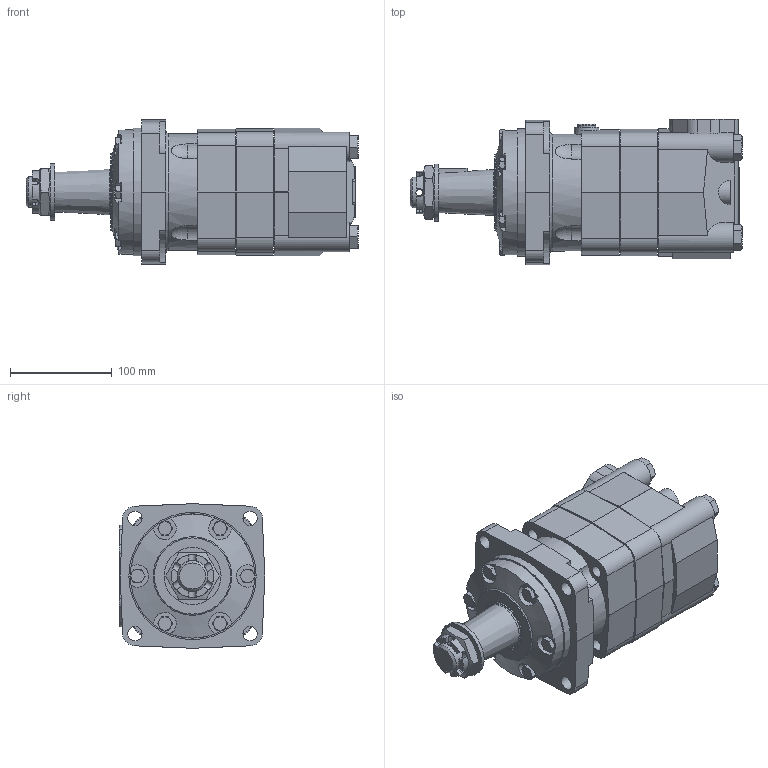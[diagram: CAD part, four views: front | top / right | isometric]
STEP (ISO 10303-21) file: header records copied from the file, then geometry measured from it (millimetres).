
FILE_DESCRIPTION(/* description */ ('STEP AP214'),/* implementation_level */ '2;1');
FILE_NAME(/* name */ 'MT315KUP',/* time_stamp */ '2023-02-07T14:37:51+01:00',/* author */ ('License CC BY-ND 4.0'),/* organization */ ('CADENAS'),/* preprocessor_version */ 'ST-DEVELOPER v18.102',/* originating_system */ 'PARTsolutions',/* authorisation */ ' ');
FILE_SCHEMA (('AUTOMOTIVE_DESIGN {1 0 10303 214 3 1 1}'));
Length unit declared in the file: millimetre
Products named in the file (6): MT315KUP; Hexagon bolt DIN 931-1 M14x1000; MTP; MT315D; MT-KSH; MTFL
Assembly tree (8 placements, depth 2):
  MT315KUP
    Hexagon bolt DIN 931-1 M14x1000  x4
    MTP
    MT315D
    MT-KSH
    MTFL
Bounding box: 326.1 x 143 x 142 mm (x, y, z)
Volume: 3303703.1 mm3; surface area: 312625.3 mm2
Topology: 8 solids, 8 shells, 612 faces, 1463 edges, 926 vertices
Faces by surface type: plane 335, cylinder 166, cone 99, torus 12
Full cylindrical faces by diameter (mm): 2.4 x4, 6 x1, 6.3 x1, 7 x3, 8.376 x4, 11.835 x4, 13 x6, 14 x10, 14.2 x4, 14.3 x4, 14.8 x2, 15 x12, 16.4 x4, 18 x1, 24.117 x2, 28.7 x2, 30 x1, 45 x2, 56 x1, 75 x1, 103 x2, 108 x1, 109 x1, 115 x1, 122 x1, 125 x1
Entity records: 15909 total; most frequent: CARTESIAN_POINT 3295, DIRECTION 2595, ORIENTED_EDGE 2400, EDGE_CURVE 1200, AXIS2_PLACEMENT_3D 1000, VERTEX_POINT 833, FACE_BOUND 761, EDGE_LOOP 751
